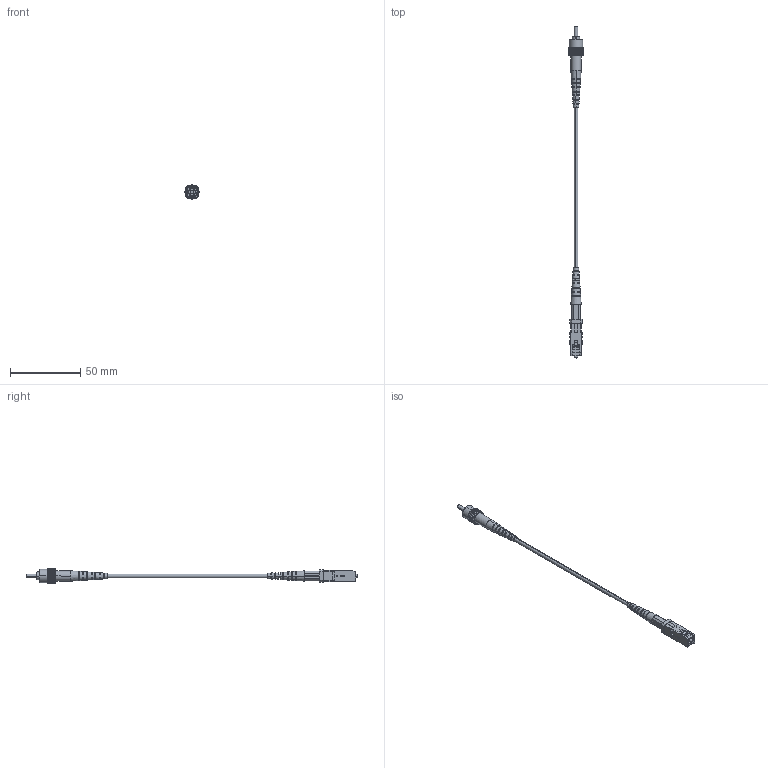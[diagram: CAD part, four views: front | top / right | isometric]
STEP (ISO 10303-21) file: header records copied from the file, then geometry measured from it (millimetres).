
FILE_DESCRIPTION (( 'STEP AP203' ), '1' );
FILE_NAME ('SFOST-SC.STEP', '2006-06-23T20:20:57', ( 'lcom' ), ( 'lcom' ), 'SwSTEP 2.0', 'SolidWorks 2006004', '' );
FILE_SCHEMA (( 'CONFIG_CONTROL_DESIGN' ));
Length unit declared in the file: inch
Products named in the file (11): CONN-95-200-06-BP3B-MA2; CONN-95-200-06-BP3B; CONN-95-200-06-BP3B-MA1; SFOST-SC; CONN-95-200-06-BP3B-MA3; CONN-95-200-08-BP3B; CONN-95-200-08-BP3B MA4; CONN-95-200-08-BP3B MA2; N601-INS-SF-10C; CONN-95-200-08-BP3B MA3; CONN-95-200-08-BP3B MA1
Assembly tree (10 placements, depth 3):
  SFOST-SC
    N601-INS-SF-10C
    CONN-95-200-06-BP3B
      CONN-95-200-06-BP3B-MA2
      CONN-95-200-06-BP3B-MA3
      CONN-95-200-06-BP3B-MA1
    CONN-95-200-08-BP3B
      CONN-95-200-08-BP3B MA3
      CONN-95-200-08-BP3B MA2
      CONN-95-200-08-BP3B MA4
      CONN-95-200-08-BP3B MA1
Bounding box: 10.3 x 236.14 x 10.3 mm (x, y, z)
Volume: 4132.1 mm3; surface area: 8083.8 mm2
Topology: 8 solids, 8 shells, 456 faces, 1330 edges, 876 vertices
Faces by surface type: plane 391, cylinder 43, cone 18, torus 4
Entity records: 16857 total; most frequent: CARTESIAN_POINT 3401, ORIENTED_EDGE 2660, DIRECTION 2452, EDGE_CURVE 1330, VECTOR 914, LINE 914, VERTEX_POINT 876, AXIS2_PLACEMENT_3D 769
